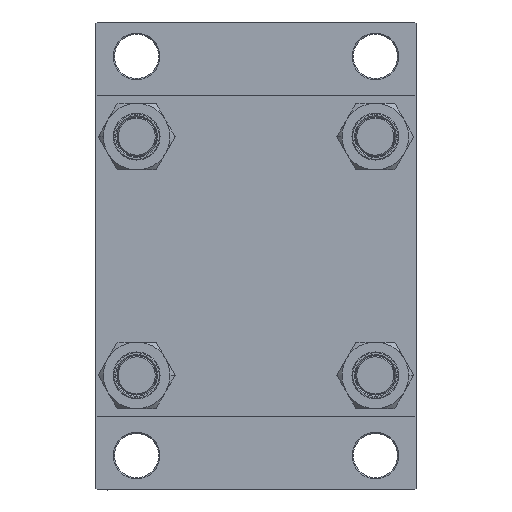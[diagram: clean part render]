
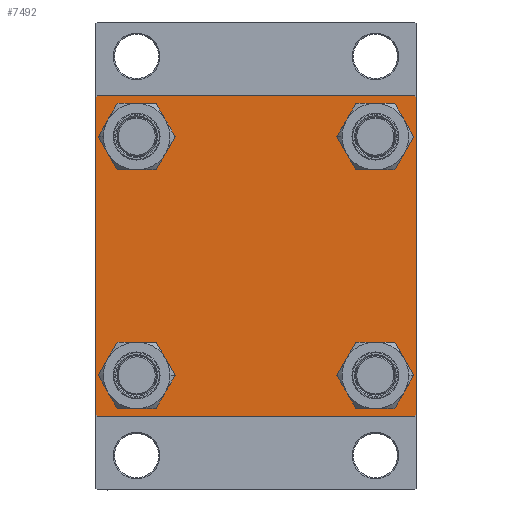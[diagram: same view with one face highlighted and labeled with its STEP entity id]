
A CAD part, left-side view. The second image highlights one B-rep face of the part: STEP entity #7492.
In plain terms, the highlighted planar face has unit normal (-1, 0, 0).
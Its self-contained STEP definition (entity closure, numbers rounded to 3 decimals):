
#93 = DIRECTION ( 'NONE',  ( 0., -0.707, -0.707 ) ) ;
#432 = VERTEX_POINT ( 'NONE', #38210 ) ;
#454 = CIRCLE ( 'NONE', #17614, 8.5 ) ;
#553 = VERTEX_POINT ( 'NONE', #46958 ) ;
#563 = DIRECTION ( 'NONE',  ( 0., 0., 1. ) ) ;
#1133 = CARTESIAN_POINT ( 'NONE',  ( 0., 48.45, 56.95 ) ) ;
#2111 = EDGE_CURVE ( 'NONE', #9834, #36611, #38929, .T. ) ;
#2127 = CIRCLE ( 'NONE', #47378, 8.5 ) ;
#2165 = EDGE_CURVE ( 'NONE', #16714, #12600, #454, .T. ) ;
#2223 = EDGE_CURVE ( 'NONE', #27315, #4387, #39164, .T. ) ;
#2276 = DIRECTION ( 'NONE',  ( -1., 0., 0. ) ) ;
#2427 = LINE ( 'NONE', #31540, #22876 ) ;
#2440 = ORIENTED_EDGE ( 'NONE', *, *, #2111, .F. ) ;
#2902 = CARTESIAN_POINT ( 'NONE',  ( 0., 65., -64.5 ) ) ;
#3025 = FACE_BOUND ( 'NONE', #47374, .T. ) ;
#4046 = DIRECTION ( 'NONE',  ( 0., 0., 1. ) ) ;
#4202 = VERTEX_POINT ( 'NONE', #7592 ) ;
#4387 = VERTEX_POINT ( 'NONE', #18602 ) ;
#4988 = CARTESIAN_POINT ( 'NONE',  ( 0., 65., 65. ) ) ;
#5124 = DIRECTION ( 'NONE',  ( 1., 0., 0. ) ) ;
#6051 = EDGE_LOOP ( 'NONE', ( #24983, #23259, #36661, #25959, #42309, #41358, #2440, #47891 ) ) ;
#6212 = CARTESIAN_POINT ( 'NONE',  ( 0., -48.45, -48.45 ) ) ;
#6668 = CARTESIAN_POINT ( 'NONE',  ( 0., -65., 65. ) ) ;
#6729 = CARTESIAN_POINT ( 'NONE',  ( 0., 64.5, 65. ) ) ;
#7126 = LINE ( 'NONE', #47935, #22179 ) ;
#7282 = VECTOR ( 'NONE', #17685, 1000. ) ;
#7492 = ADVANCED_FACE ( 'NONE', ( #28693, #28944, #20622, #3025, #36008 ), #24769, .T. ) ;
#7592 = CARTESIAN_POINT ( 'NONE',  ( 0., 64.5, -65. ) ) ;
#7848 = CIRCLE ( 'NONE', #10983, 8.5 ) ;
#8084 = CARTESIAN_POINT ( 'NONE',  ( 0., -64.5, 65. ) ) ;
#8265 = VECTOR ( 'NONE', #21073, 1000. ) ;
#9331 = CIRCLE ( 'NONE', #33571, 8.5 ) ;
#9834 = VERTEX_POINT ( 'NONE', #6729 ) ;
#10026 = DIRECTION ( 'NONE',  ( 0., 0., 1. ) ) ;
#10068 = EDGE_CURVE ( 'NONE', #432, #4387, #47478, .T. ) ;
#10453 = AXIS2_PLACEMENT_3D ( 'NONE', #12465, #5124, #20982 ) ;
#10470 = EDGE_CURVE ( 'NONE', #17667, #38923, #2127, .T. ) ;
#10479 = CARTESIAN_POINT ( 'NONE',  ( 0., -64.5, -65. ) ) ;
#10983 = AXIS2_PLACEMENT_3D ( 'NONE', #37994, #11616, #4046 ) ;
#11616 = DIRECTION ( 'NONE',  ( 1., 0., 0. ) ) ;
#12292 = EDGE_CURVE ( 'NONE', #21061, #32664, #47446, .T. ) ;
#12465 = CARTESIAN_POINT ( 'NONE',  ( 0., -48.45, 48.45 ) ) ;
#12600 = VERTEX_POINT ( 'NONE', #27765 ) ;
#12979 = ORIENTED_EDGE ( 'NONE', *, *, #12292, .T. ) ;
#13255 = DIRECTION ( 'NONE',  ( 0., 0., 1. ) ) ;
#14863 = EDGE_CURVE ( 'NONE', #38923, #17667, #9331, .T. ) ;
#15293 = CARTESIAN_POINT ( 'NONE',  ( 0., -48.45, 48.45 ) ) ;
#15519 = EDGE_LOOP ( 'NONE', ( #29880, #24675 ) ) ;
#16664 = CARTESIAN_POINT ( 'NONE',  ( 0., 48.45, 48.45 ) ) ;
#16714 = VERTEX_POINT ( 'NONE', #41086 ) ;
#17370 = ORIENTED_EDGE ( 'NONE', *, *, #14863, .T. ) ;
#17614 = AXIS2_PLACEMENT_3D ( 'NONE', #21322, #32083, #13255 ) ;
#17667 = VERTEX_POINT ( 'NONE', #1133 ) ;
#17685 = DIRECTION ( 'NONE',  ( 0., 0.707, -0.707 ) ) ;
#17756 = CARTESIAN_POINT ( 'NONE',  ( 0., 48.45, 48.45 ) ) ;
#17866 = CIRCLE ( 'NONE', #48284, 8.5 ) ;
#17871 = AXIS2_PLACEMENT_3D ( 'NONE', #15293, #41899, #22618 ) ;
#18602 = CARTESIAN_POINT ( 'NONE',  ( 0., -65., -64.5 ) ) ;
#20018 = AXIS2_PLACEMENT_3D ( 'NONE', #21102, #2276, #24285 ) ;
#20341 = EDGE_CURVE ( 'NONE', #32664, #21061, #7848, .T. ) ;
#20596 = DIRECTION ( 'NONE',  ( 0., -0.707, 0.707 ) ) ;
#20609 = LINE ( 'NONE', #4988, #46581 ) ;
#20622 = FACE_BOUND ( 'NONE', #35543, .T. ) ;
#20642 = DIRECTION ( 'NONE',  ( 1., 0., 0. ) ) ;
#20910 = VERTEX_POINT ( 'NONE', #36192 ) ;
#20982 = DIRECTION ( 'NONE',  ( 0., 0., 1. ) ) ;
#21027 = DIRECTION ( 'NONE',  ( 1., 0., 0. ) ) ;
#21061 = VERTEX_POINT ( 'NONE', #37879 ) ;
#21073 = DIRECTION ( 'NONE',  ( 0., -1., 0. ) ) ;
#21102 = CARTESIAN_POINT ( 'NONE',  ( 0., 0., 0. ) ) ;
#21322 = CARTESIAN_POINT ( 'NONE',  ( 0., -48.45, -48.45 ) ) ;
#22097 = LINE ( 'NONE', #34720, #27417 ) ;
#22179 = VECTOR ( 'NONE', #37421, 1000. ) ;
#22618 = DIRECTION ( 'NONE',  ( 0., 0., 1. ) ) ;
#22771 = ORIENTED_EDGE ( 'NONE', *, *, #28232, .T. ) ;
#22876 = VECTOR ( 'NONE', #39818, 1000. ) ;
#23259 = ORIENTED_EDGE ( 'NONE', *, *, #43540, .T. ) ;
#23821 = DIRECTION ( 'NONE',  ( 0., 0., 1. ) ) ;
#24285 = DIRECTION ( 'NONE',  ( 0., 0., 1. ) ) ;
#24411 = EDGE_LOOP ( 'NONE', ( #43483, #22771 ) ) ;
#24675 = ORIENTED_EDGE ( 'NONE', *, *, #2165, .T. ) ;
#24769 = PLANE ( 'NONE',  #20018 ) ;
#24983 = ORIENTED_EDGE ( 'NONE', *, *, #30686, .T. ) ;
#25959 = ORIENTED_EDGE ( 'NONE', *, *, #2223, .T. ) ;
#26764 = EDGE_CURVE ( 'NONE', #9834, #39402, #44564, .T. ) ;
#27315 = VERTEX_POINT ( 'NONE', #10479 ) ;
#27417 = VECTOR ( 'NONE', #93, 1000. ) ;
#27765 = CARTESIAN_POINT ( 'NONE',  ( 0., -48.45, -39.95 ) ) ;
#28232 = EDGE_CURVE ( 'NONE', #20910, #553, #44779, .T. ) ;
#28421 = CARTESIAN_POINT ( 'NONE',  ( 0., 65., 65. ) ) ;
#28693 = FACE_BOUND ( 'NONE', #24411, .T. ) ;
#28715 = DIRECTION ( 'NONE',  ( 0., 0., 1. ) ) ;
#28917 = EDGE_CURVE ( 'NONE', #4202, #27315, #7126, .T. ) ;
#28944 = FACE_BOUND ( 'NONE', #15519, .T. ) ;
#29107 = ORIENTED_EDGE ( 'NONE', *, *, #20341, .T. ) ;
#29880 = ORIENTED_EDGE ( 'NONE', *, *, #38272, .T. ) ;
#30318 = AXIS2_PLACEMENT_3D ( 'NONE', #39434, #31408, #23821 ) ;
#30686 = EDGE_CURVE ( 'NONE', #39402, #43793, #20609, .T. ) ;
#30898 = DIRECTION ( 'NONE',  ( 0., 0., -1. ) ) ;
#31195 = CARTESIAN_POINT ( 'NONE',  ( 0., 48.45, -39.95 ) ) ;
#31408 = DIRECTION ( 'NONE',  ( 1., 0., 0. ) ) ;
#31540 = CARTESIAN_POINT ( 'NONE',  ( 0., -64.75, 64.75 ) ) ;
#31909 = CIRCLE ( 'NONE', #17871, 8.5 ) ;
#32083 = DIRECTION ( 'NONE',  ( 1., 0., 0. ) ) ;
#32663 = DIRECTION ( 'NONE',  ( 1., 0., 0. ) ) ;
#32664 = VERTEX_POINT ( 'NONE', #31195 ) ;
#33571 = AXIS2_PLACEMENT_3D ( 'NONE', #17756, #32663, #563 ) ;
#34720 = CARTESIAN_POINT ( 'NONE',  ( 0., 64.75, -64.75 ) ) ;
#34805 = EDGE_CURVE ( 'NONE', #553, #20910, #31909, .T. ) ;
#35543 = EDGE_LOOP ( 'NONE', ( #29107, #12979 ) ) ;
#36008 = FACE_OUTER_BOUND ( 'NONE', #6051, .T. ) ;
#36192 = CARTESIAN_POINT ( 'NONE',  ( 0., -48.45, 39.95 ) ) ;
#36611 = VERTEX_POINT ( 'NONE', #8084 ) ;
#36661 = ORIENTED_EDGE ( 'NONE', *, *, #28917, .T. ) ;
#37209 = ORIENTED_EDGE ( 'NONE', *, *, #10470, .T. ) ;
#37421 = DIRECTION ( 'NONE',  ( 0., -1., 0. ) ) ;
#37879 = CARTESIAN_POINT ( 'NONE',  ( 0., 48.45, -56.95 ) ) ;
#37994 = CARTESIAN_POINT ( 'NONE',  ( 0., 48.45, -48.45 ) ) ;
#38210 = CARTESIAN_POINT ( 'NONE',  ( 0., -65., 64.5 ) ) ;
#38272 = EDGE_CURVE ( 'NONE', #12600, #16714, #17866, .T. ) ;
#38677 = VECTOR ( 'NONE', #20596, 1000. ) ;
#38689 = CARTESIAN_POINT ( 'NONE',  ( 0., 65., 64.5 ) ) ;
#38923 = VERTEX_POINT ( 'NONE', #40986 ) ;
#38929 = LINE ( 'NONE', #28421, #8265 ) ;
#39164 = LINE ( 'NONE', #39399, #38677 ) ;
#39399 = CARTESIAN_POINT ( 'NONE',  ( 0., -64.75, -64.75 ) ) ;
#39402 = VERTEX_POINT ( 'NONE', #38689 ) ;
#39434 = CARTESIAN_POINT ( 'NONE',  ( 0., 48.45, -48.45 ) ) ;
#39656 = DIRECTION ( 'NONE',  ( 0., 0., -1. ) ) ;
#39818 = DIRECTION ( 'NONE',  ( 0., 0.707, 0.707 ) ) ;
#40158 = CARTESIAN_POINT ( 'NONE',  ( 0., 64.75, 64.75 ) ) ;
#40986 = CARTESIAN_POINT ( 'NONE',  ( 0., 48.45, 39.95 ) ) ;
#41086 = CARTESIAN_POINT ( 'NONE',  ( 0., -48.45, -56.95 ) ) ;
#41358 = ORIENTED_EDGE ( 'NONE', *, *, #48317, .T. ) ;
#41899 = DIRECTION ( 'NONE',  ( 1., 0., 0. ) ) ;
#42309 = ORIENTED_EDGE ( 'NONE', *, *, #10068, .F. ) ;
#43483 = ORIENTED_EDGE ( 'NONE', *, *, #34805, .T. ) ;
#43540 = EDGE_CURVE ( 'NONE', #43793, #4202, #22097, .T. ) ;
#43793 = VERTEX_POINT ( 'NONE', #2902 ) ;
#44564 = LINE ( 'NONE', #40158, #7282 ) ;
#44779 = CIRCLE ( 'NONE', #10453, 8.5 ) ;
#45061 = VECTOR ( 'NONE', #39656, 1000. ) ;
#46581 = VECTOR ( 'NONE', #30898, 1000. ) ;
#46958 = CARTESIAN_POINT ( 'NONE',  ( 0., -48.45, 56.95 ) ) ;
#47374 = EDGE_LOOP ( 'NONE', ( #37209, #17370 ) ) ;
#47378 = AXIS2_PLACEMENT_3D ( 'NONE', #16664, #21027, #10026 ) ;
#47446 = CIRCLE ( 'NONE', #30318, 8.5 ) ;
#47478 = LINE ( 'NONE', #6668, #45061 ) ;
#47891 = ORIENTED_EDGE ( 'NONE', *, *, #26764, .T. ) ;
#47935 = CARTESIAN_POINT ( 'NONE',  ( 0., 65., -65. ) ) ;
#48284 = AXIS2_PLACEMENT_3D ( 'NONE', #6212, #20642, #28715 ) ;
#48317 = EDGE_CURVE ( 'NONE', #432, #36611, #2427, .T. ) ;
